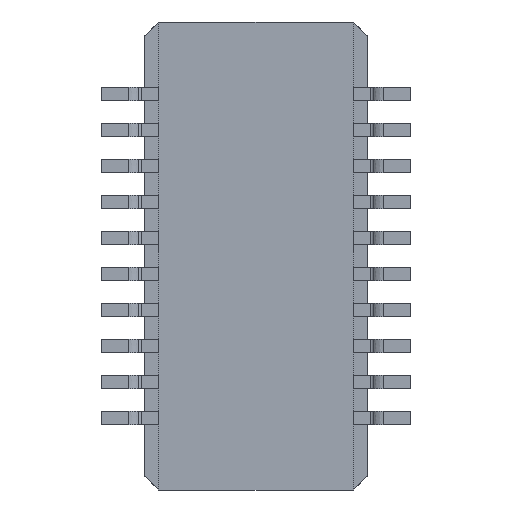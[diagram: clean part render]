
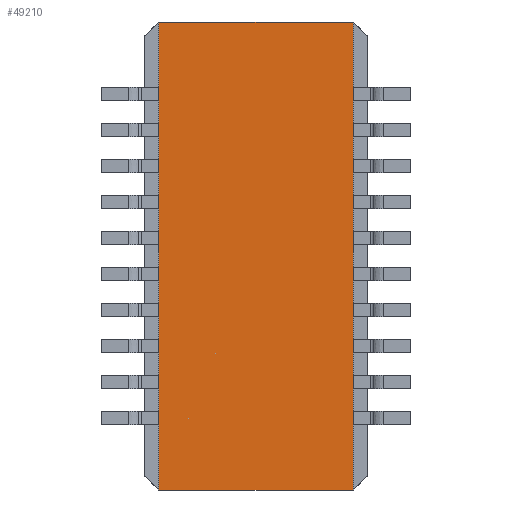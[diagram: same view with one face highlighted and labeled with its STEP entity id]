
A CAD part, front view. The second image highlights one B-rep face of the part: STEP entity #49210.
In plain terms, the highlighted planar face has unit normal (0, -1, 0).
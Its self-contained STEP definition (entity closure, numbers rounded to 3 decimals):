
#19520=CARTESIAN_POINT('',(1.172,-0.801,16.5));
#19530=VERTEX_POINT('',#19520);
#19560=CARTESIAN_POINT('',(-2.216,-0.801,16.5));
#19570=DIRECTION('',(1.,0.,0.));
#19580=VECTOR('',#19570,1.);
#19590=LINE('',#19560,#19580);
#19600=CARTESIAN_POINT('',(-1.528,-0.801,16.5));
#19610=VERTEX_POINT('',#19600);
#19620=EDGE_CURVE('',#19610,#19530,#19590,.T.);
#48910=CARTESIAN_POINT('',(1.172,-0.801,7.5));
#48920=DIRECTION('',(0.,-1.,0.));
#48930=DIRECTION('',(-1.,0.,0.));
#48940=AXIS2_PLACEMENT_3D('',#48910,#48920,#48930);
#48950=PLANE('',#48940);
#48960=ORIENTED_EDGE('',*,*,#19620,.F.);
#48970=CARTESIAN_POINT('',(1.172,-0.801,0.));
#48980=DIRECTION('',(0.,0.,-1.));
#48990=VECTOR('',#48980,1.);
#49000=LINE('',#48970,#48990);
#49010=CARTESIAN_POINT('',(1.172,-0.801,10.));
#49020=VERTEX_POINT('',#49010);
#49030=EDGE_CURVE('',#19530,#49020,#49000,.T.);
#49040=ORIENTED_EDGE('',*,*,#49030,.F.);
#49050=CARTESIAN_POINT('',(0.,-0.801,10.));
#49060=DIRECTION('',(1.,0.,0.));
#49070=VECTOR('',#49060,1.);
#49080=LINE('',#49050,#49070);
#49090=CARTESIAN_POINT('',(-1.528,-0.801,10.));
#49100=VERTEX_POINT('',#49090);
#49110=EDGE_CURVE('',#49100,#49020,#49080,.T.);
#49120=ORIENTED_EDGE('',*,*,#49110,.T.);
#49130=CARTESIAN_POINT('',(-1.528,-0.801,0.));
#49140=DIRECTION('',(0.,0.,-1.));
#49150=VECTOR('',#49140,1.);
#49160=LINE('',#49130,#49150);
#49170=EDGE_CURVE('',#19610,#49100,#49160,.T.);
#49180=ORIENTED_EDGE('',*,*,#49170,.T.);
#49190=EDGE_LOOP('',(#49180,#49120,#49040,#48960));
#49200=FACE_OUTER_BOUND('',#49190,.T.);
#49210=ADVANCED_FACE('',(#49200),#48950,.T.);
